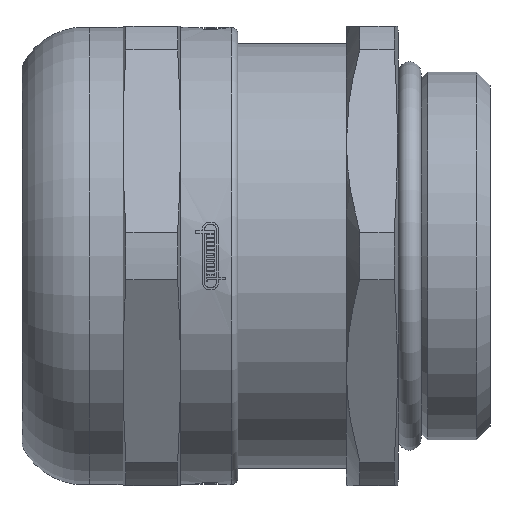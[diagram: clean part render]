
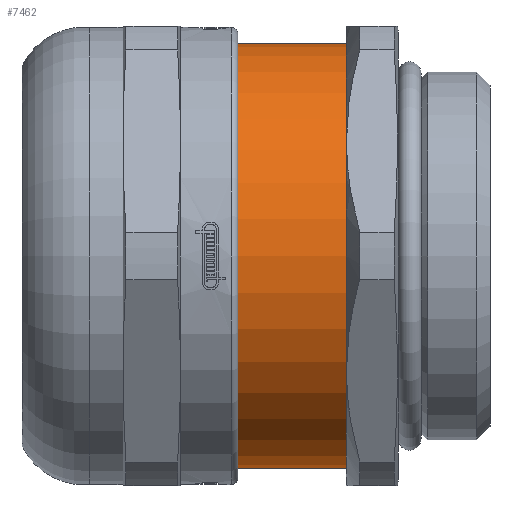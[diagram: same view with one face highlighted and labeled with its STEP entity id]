
A CAD part, front view. The second image highlights one B-rep face of the part: STEP entity #7462.
In plain terms, the highlighted cylindrical face has radius 18.5 mm (diameter 37 mm), a full revolution.
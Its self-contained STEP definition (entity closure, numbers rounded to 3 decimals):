
#1686=FACE_BOUND('',#2188,.T.);
#1760=FACE_OUTER_BOUND('',#2187,.T.);
#2187=EDGE_LOOP('',(#4857));
#2188=EDGE_LOOP('',(#4858));
#2674=CIRCLE('',#7943,18.5);
#2676=CIRCLE('',#7946,18.5);
#3060=VERTEX_POINT('',#11003);
#3062=VERTEX_POINT('',#11008);
#3782=EDGE_CURVE('',#3060,#3060,#2674,.T.);
#3784=EDGE_CURVE('',#3062,#3062,#2676,.T.);
#4857=ORIENTED_EDGE('',*,*,#3784,.F.);
#4858=ORIENTED_EDGE('',*,*,#3782,.T.);
#6982=CYLINDRICAL_SURFACE('',#7945,18.5);
#7462=ADVANCED_FACE('',(#1760,#1686),#6982,.T.);
#7943=AXIS2_PLACEMENT_3D('',#11004,#8774,#8775);
#7945=AXIS2_PLACEMENT_3D('',#11007,#8778,#8779);
#7946=AXIS2_PLACEMENT_3D('',#11009,#8780,#8781);
#8774=DIRECTION('center_axis',(1.,0.,0.));
#8775=DIRECTION('ref_axis',(0.,0.,-1.));
#8778=DIRECTION('center_axis',(1.,0.,0.));
#8779=DIRECTION('ref_axis',(0.,1.,0.));
#8780=DIRECTION('center_axis',(1.,0.,0.));
#8781=DIRECTION('ref_axis',(0.,1.,0.));
#11003=CARTESIAN_POINT('',(-23.061,18.5,0.));
#11004=CARTESIAN_POINT('Origin',(-23.061,0.,0.));
#11007=CARTESIAN_POINT('Origin',(-17.781,0.,0.));
#11008=CARTESIAN_POINT('',(-12.5,18.5,0.));
#11009=CARTESIAN_POINT('Origin',(-12.5,0.,0.));
